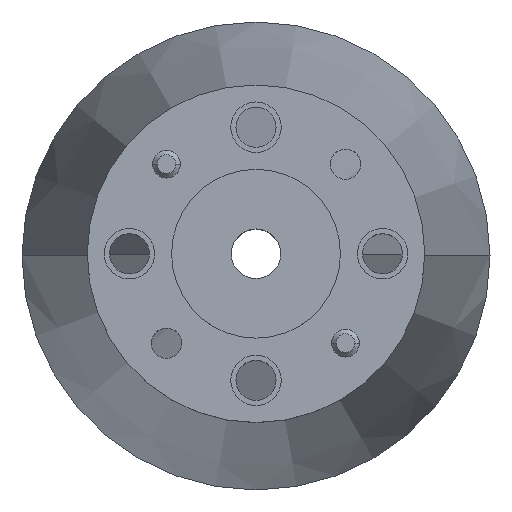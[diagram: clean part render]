
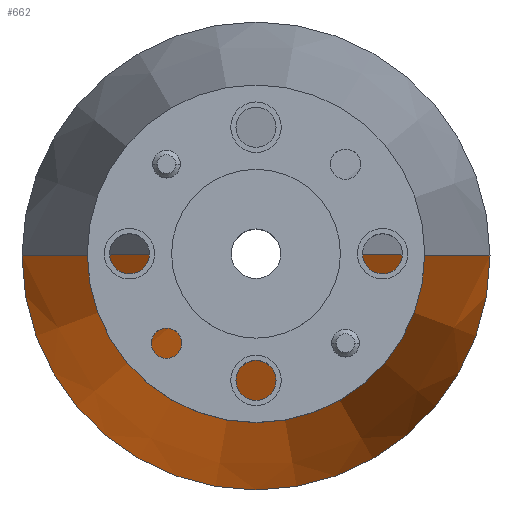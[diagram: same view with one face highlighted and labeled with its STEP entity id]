
A CAD part, top view. The second image highlights one B-rep face of the part: STEP entity #662.
In plain terms, the highlighted conical face has half-angle 8.836 degrees and reference radius 3.975 mm.
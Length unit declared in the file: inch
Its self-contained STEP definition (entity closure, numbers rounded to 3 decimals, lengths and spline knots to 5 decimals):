
#28 = DIRECTION ( 'NONE',  ( 0.154, 0., -0.988 ) ) ;
#49 = CARTESIAN_POINT ( 'NONE',  ( 0., 0., -0.509 ) ) ;
#176 = DIRECTION ( 'NONE',  ( 0., 0., 1. ) ) ;
#298 = ORIENTED_EDGE ( 'NONE', *, *, #1713, .T. ) ;
#330 = DIRECTION ( 'NONE',  ( 0., 0., -1. ) ) ;
#488 = DIRECTION ( 'NONE',  ( -1., 0., 0. ) ) ;
#496 = VECTOR ( 'NONE', #1393, 39.37008 ) ;
#508 = CARTESIAN_POINT ( 'NONE',  ( 0.51996, 0., -2.84704 ) ) ;
#584 = ORIENTED_EDGE ( 'NONE', *, *, #1670, .F. ) ;
#593 = CARTESIAN_POINT ( 'NONE',  ( -0.51996, 0., -2.84704 ) ) ;
#662 = ADVANCED_FACE ( 'NONE', ( #1885 ), #1908, .T. ) ;
#709 = AXIS2_PLACEMENT_3D ( 'NONE', #49, #1463, #488 ) ;
#717 = CIRCLE ( 'NONE', #1470, 0.51996 ) ;
#770 = LINE ( 'NONE', #1540, #496 ) ;
#809 = VECTOR ( 'NONE', #28, 39.37008 ) ;
#938 = CARTESIAN_POINT ( 'NONE',  ( 0., 0., -2.84704 ) ) ;
#960 = EDGE_CURVE ( 'NONE', #986, #1311, #770, .T. ) ;
#986 = VERTEX_POINT ( 'NONE', #1145 ) ;
#1039 = EDGE_CURVE ( 'NONE', #1552, #986, #1701, .T. ) ;
#1077 = VERTEX_POINT ( 'NONE', #508 ) ;
#1145 = CARTESIAN_POINT ( 'NONE',  ( -0.1565, 0., -0.509 ) ) ;
#1209 = ORIENTED_EDGE ( 'NONE', *, *, #960, .T. ) ;
#1258 = CARTESIAN_POINT ( 'NONE',  ( 0., 0., -0.509 ) ) ;
#1311 = VERTEX_POINT ( 'NONE', #593 ) ;
#1393 = DIRECTION ( 'NONE',  ( -0.154, 0., -0.988 ) ) ;
#1399 = AXIS2_PLACEMENT_3D ( 'NONE', #1258, #330, #1423 ) ;
#1405 = DIRECTION ( 'NONE',  ( -1., 0., 0. ) ) ;
#1423 = DIRECTION ( 'NONE',  ( -1., 0., 0. ) ) ;
#1463 = DIRECTION ( 'NONE',  ( 0., 0., -1. ) ) ;
#1469 = CARTESIAN_POINT ( 'NONE',  ( 0.1565, 0., -0.509 ) ) ;
#1470 = AXIS2_PLACEMENT_3D ( 'NONE', #938, #176, #1405 ) ;
#1540 = CARTESIAN_POINT ( 'NONE',  ( -0.1565, 0., -0.509 ) ) ;
#1552 = VERTEX_POINT ( 'NONE', #1469 ) ;
#1562 = LINE ( 'NONE', #1974, #809 ) ;
#1670 = EDGE_CURVE ( 'NONE', #1552, #1077, #1562, .T. ) ;
#1701 = CIRCLE ( 'NONE', #1399, 0.1565 ) ;
#1713 = EDGE_CURVE ( 'NONE', #1311, #1077, #717, .T. ) ;
#1762 = ORIENTED_EDGE ( 'NONE', *, *, #1039, .T. ) ;
#1885 = FACE_OUTER_BOUND ( 'NONE', #1992, .T. ) ;
#1908 = CONICAL_SURFACE ( 'NONE', #709, 0.1565, 0.154 ) ;
#1974 = CARTESIAN_POINT ( 'NONE',  ( 0.1565, 0., -0.509 ) ) ;
#1992 = EDGE_LOOP ( 'NONE', ( #584, #1762, #1209, #298 ) ) ;
